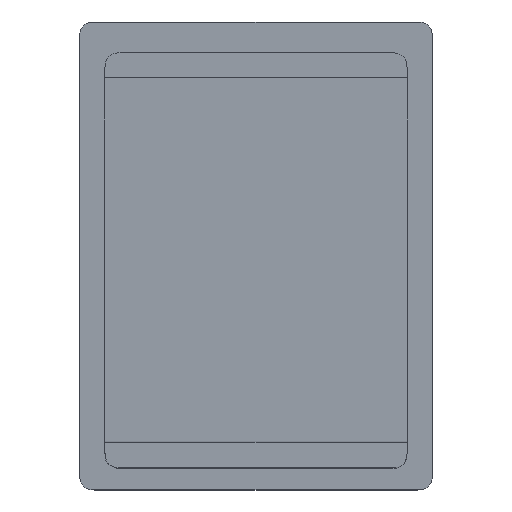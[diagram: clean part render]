
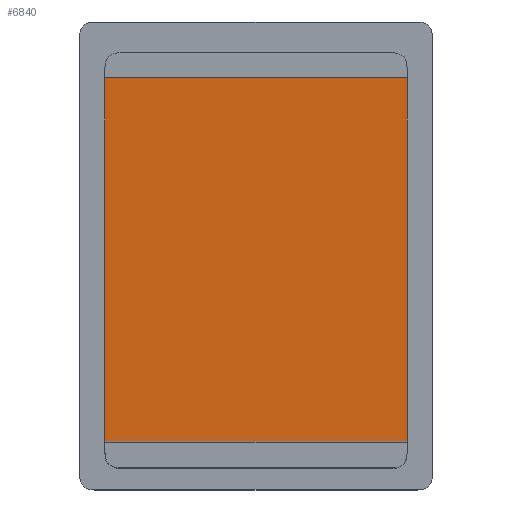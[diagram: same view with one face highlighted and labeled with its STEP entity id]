
A CAD part, top view. The second image highlights one B-rep face of the part: STEP entity #6840.
In plain terms, the highlighted planar face has unit normal (0, -0.081, 0.997).
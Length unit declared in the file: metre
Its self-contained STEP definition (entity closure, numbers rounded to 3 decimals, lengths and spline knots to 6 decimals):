
#2631=ORIENTED_EDGE('',*,*,#2946,.F.);
#2632=ORIENTED_EDGE('',*,*,#3644,.T.);
#2633=ORIENTED_EDGE('',*,*,#2955,.T.);
#2634=ORIENTED_EDGE('',*,*,#3645,.F.);
#2946=EDGE_CURVE('',#3949,#3950,#4460,.T.);
#2955=EDGE_CURVE('',#3954,#3953,#4464,.T.);
#3644=EDGE_CURVE('',#3949,#3954,#4923,.T.);
#3645=EDGE_CURVE('',#3950,#3953,#4924,.T.);
#3949=VERTEX_POINT('',#9398);
#3950=VERTEX_POINT('',#9400);
#3953=VERTEX_POINT('',#9428);
#3954=VERTEX_POINT('',#9430);
#4460=LINE('',#9399,#5065);
#4464=LINE('',#9429,#5069);
#4923=LINE('',#12349,#5528);
#4924=LINE('',#12351,#5529);
#5065=VECTOR('',#7406,1.);
#5069=VECTOR('',#7414,1.);
#5528=VECTOR('',#8367,1.);
#5529=VECTOR('',#8370,1.);
#5918=EDGE_LOOP('',(#2631,#2632,#2633,#2634));
#6307=FACE_BOUND('',#5918,.T.);
#6476=PLANE('',#7157);
#6840=ADVANCED_FACE('',(#6307),#6476,.T.);
#7157=AXIS2_PLACEMENT_3D('',#12352,#8371,#8372);
#7406=DIRECTION('',(0.,0.997,0.081));
#7414=DIRECTION('',(0.,0.997,0.081));
#8367=DIRECTION('',(1.,0.,0.));
#8370=DIRECTION('',(1.,0.,0.));
#8371=DIRECTION('',(0.,-0.081,0.997));
#8372=DIRECTION('',(1.,0.,0.));
#9398=CARTESIAN_POINT('',(-0.0297,-0.036418,0.003666));
#9399=CARTESIAN_POINT('',(-0.0297,-0.000537,0.006591));
#9400=CARTESIAN_POINT('',(-0.0297,0.035344,0.009516));
#9428=CARTESIAN_POINT('',(0.0297,0.035344,0.009516));
#9429=CARTESIAN_POINT('',(0.0297,-0.000537,0.006591));
#9430=CARTESIAN_POINT('',(0.0297,-0.036418,0.003666));
#12349=CARTESIAN_POINT('',(0.,-0.036418,0.003666));
#12351=CARTESIAN_POINT('',(0.,0.035344,0.009516));
#12352=CARTESIAN_POINT('',(0.,-0.000537,0.006591));
